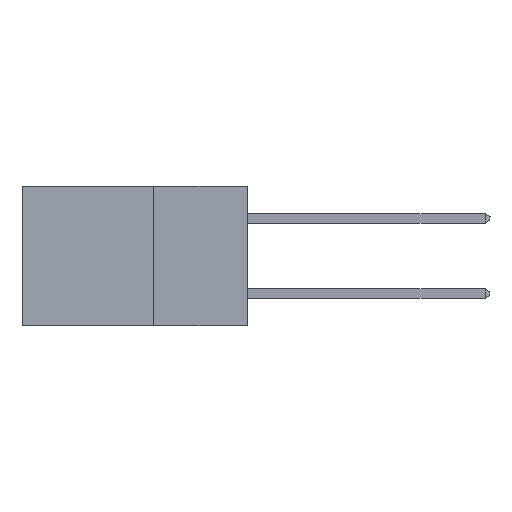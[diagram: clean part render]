
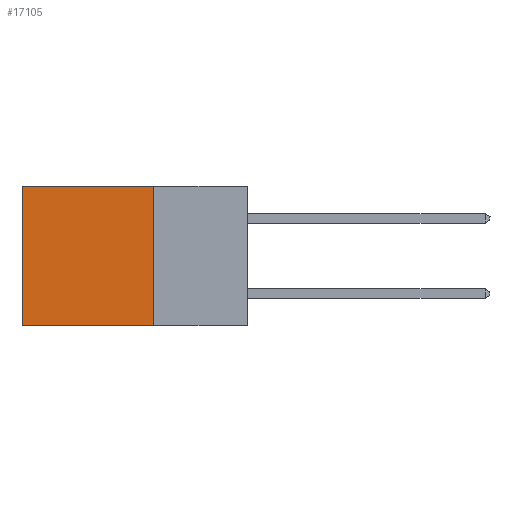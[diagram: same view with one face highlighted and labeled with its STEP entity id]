
A CAD part, left-side view. The second image highlights one B-rep face of the part: STEP entity #17105.
In plain terms, the highlighted planar face has unit normal (-1, 0, 0).
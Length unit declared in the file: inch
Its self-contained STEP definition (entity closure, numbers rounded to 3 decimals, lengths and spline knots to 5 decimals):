
#361 = PLANE ( 'NONE',  #14667 ) ;
#773 = DIRECTION ( 'NONE',  ( 0., 0., -1. ) ) ;
#1136 = VERTEX_POINT ( 'NONE', #22407 ) ;
#2215 = FACE_OUTER_BOUND ( 'NONE', #14547, .T. ) ;
#6319 = LINE ( 'NONE', #8458, #21958 ) ;
#6876 = EDGE_CURVE ( 'NONE', #22239, #14795, #16475, .T. ) ;
#8151 = DIRECTION ( 'NONE',  ( 0., 0., -1. ) ) ;
#8259 = DIRECTION ( 'NONE',  ( 0., 1., 0. ) ) ;
#8355 = CARTESIAN_POINT ( 'NONE',  ( 0.2615, 0.25, -0.37 ) ) ;
#8458 = CARTESIAN_POINT ( 'NONE',  ( 0.2615, 0.25, -0.37 ) ) ;
#9844 = CARTESIAN_POINT ( 'NONE',  ( 0.2615, 0.6, -0.37 ) ) ;
#10014 = ORIENTED_EDGE ( 'NONE', *, *, #6876, .T. ) ;
#10343 = VECTOR ( 'NONE', #12651, 39.37008 ) ;
#11111 = EDGE_CURVE ( 'NONE', #1136, #19281, #18665, .T. ) ;
#11567 = ORIENTED_EDGE ( 'NONE', *, *, #18531, .T. ) ;
#12148 = VECTOR ( 'NONE', #8151, 39.37008 ) ;
#12651 = DIRECTION ( 'NONE',  ( 0., 1., 0. ) ) ;
#13661 = VECTOR ( 'NONE', #773, 39.37008 ) ;
#14547 = EDGE_LOOP ( 'NONE', ( #10014, #19986, #19745, #11567 ) ) ;
#14667 = AXIS2_PLACEMENT_3D ( 'NONE', #16197, #21338, #20996 ) ;
#14795 = VERTEX_POINT ( 'NONE', #16532 ) ;
#15340 = EDGE_CURVE ( 'NONE', #19281, #14795, #6319, .T. ) ;
#15943 = CARTESIAN_POINT ( 'NONE',  ( 0.2615, 0.6, 0. ) ) ;
#15964 = CARTESIAN_POINT ( 'NONE',  ( 0.2615, 0.25, 0. ) ) ;
#16197 = CARTESIAN_POINT ( 'NONE',  ( 0.2615, 0.25, -0.37 ) ) ;
#16475 = LINE ( 'NONE', #9844, #13661 ) ;
#16532 = CARTESIAN_POINT ( 'NONE',  ( 0.2615, 0.6, -0.37 ) ) ;
#17105 = ADVANCED_FACE ( 'NONE', ( #2215 ), #361, .F. ) ;
#18531 = EDGE_CURVE ( 'NONE', #1136, #22239, #19627, .T. ) ;
#18665 = LINE ( 'NONE', #22105, #12148 ) ;
#19281 = VERTEX_POINT ( 'NONE', #8355 ) ;
#19627 = LINE ( 'NONE', #15964, #10343 ) ;
#19745 = ORIENTED_EDGE ( 'NONE', *, *, #11111, .F. ) ;
#19986 = ORIENTED_EDGE ( 'NONE', *, *, #15340, .F. ) ;
#20996 = DIRECTION ( 'NONE',  ( 0., 0., -1. ) ) ;
#21338 = DIRECTION ( 'NONE',  ( 1., 0., 0. ) ) ;
#21958 = VECTOR ( 'NONE', #8259, 39.37008 ) ;
#22105 = CARTESIAN_POINT ( 'NONE',  ( 0.2615, 0.25, -0.37 ) ) ;
#22239 = VERTEX_POINT ( 'NONE', #15943 ) ;
#22407 = CARTESIAN_POINT ( 'NONE',  ( 0.2615, 0.25, 0. ) ) ;
